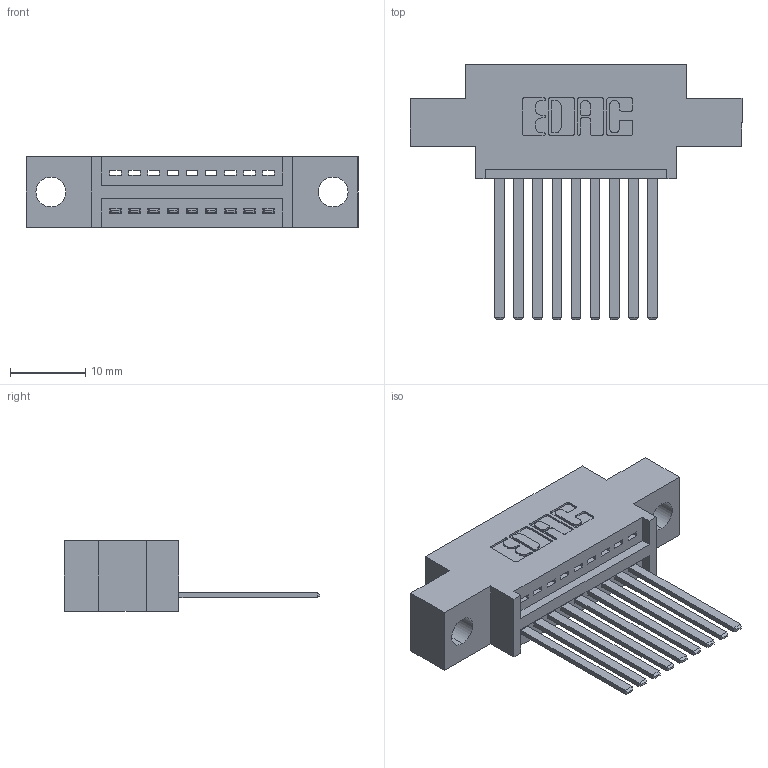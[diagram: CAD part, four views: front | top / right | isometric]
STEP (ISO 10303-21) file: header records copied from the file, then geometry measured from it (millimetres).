
FILE_DESCRIPTION (( 'STEP AP203' ), '1' );
FILE_NAME ('345-009-544-604.STEP', '2018-08-17T06:59:08', ( '' ), ( '' ), 'SwSTEP 2.0', 'SolidWorks 2016', '' );
FILE_SCHEMA (( 'CONFIG_CONTROL_DESIGN' ));
Length unit declared in the file: inch
Products named in the file (3): 345-009-544-604; 345 Part_0.170 Offset - 0.156 Dia-TH; 345-292-001_345-293-144
Assembly tree (10 placements, depth 2):
  345-009-544-604
    345 Part_0.170 Offset - 0.156 Dia-TH
    345-292-001_345-293-144  x9
Bounding box: 44.07 x 33.96 x 9.4 mm (x, y, z)
Volume: 3818.4 mm3; surface area: 4874 mm2
Topology: 10 solids, 10 shells, 598 faces, 1775 edges, 1170 vertices
Faces by surface type: plane 408, cylinder 190
Entity records: 11167 total; most frequent: CARTESIAN_POINT 1943, ORIENTED_EDGE 1886, DIRECTION 1741, EDGE_CURVE 943, LINE 779, VECTOR 779, VERTEX_POINT 626, AXIS2_PLACEMENT_3D 481
